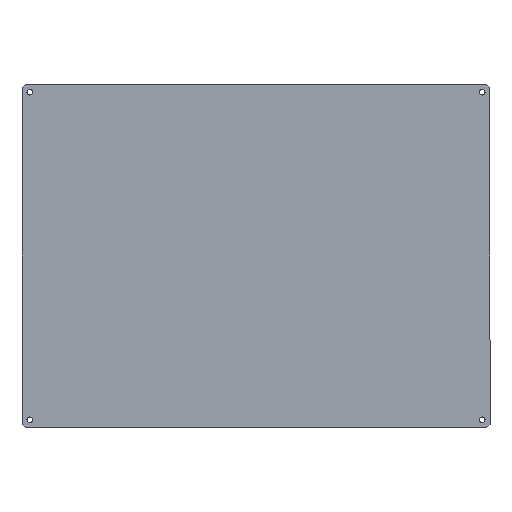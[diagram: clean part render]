
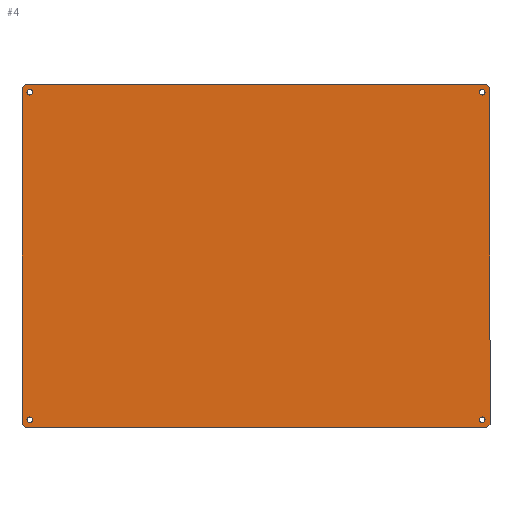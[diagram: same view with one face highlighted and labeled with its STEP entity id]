
A CAD part, front view. The second image highlights one B-rep face of the part: STEP entity #4.
In plain terms, the highlighted planar face has unit normal (0, -1, 0).
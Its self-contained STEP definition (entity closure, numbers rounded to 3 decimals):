
#3 = ORIENTED_EDGE ( 'NONE', *, *, #33, .T. ) ;
#4 = ADVANCED_FACE ( 'NONE', ( #322, #320, #318, #326, #324 ), #319, .F. ) ;
#7 = EDGE_LOOP ( 'NONE', ( #13, #3 ) ) ;
#13 = ORIENTED_EDGE ( 'NONE', *, *, #236, .T. ) ;
#15 = EDGE_LOOP ( 'NONE', ( #20, #22 ) ) ;
#16 = ORIENTED_EDGE ( 'NONE', *, *, #19, .F. ) ;
#17 = VERTEX_POINT ( 'NONE', #354 ) ;
#19 = EDGE_CURVE ( 'NONE', #17, #21, #342, .T. ) ;
#20 = ORIENTED_EDGE ( 'NONE', *, *, #163, .T. ) ;
#21 = VERTEX_POINT ( 'NONE', #336 ) ;
#22 = ORIENTED_EDGE ( 'NONE', *, *, #23, .T. ) ;
#23 = EDGE_CURVE ( 'NONE', #227, #223, #335, .T. ) ;
#24 = EDGE_LOOP ( 'NONE', ( #16, #32, #35, #28, #30, #45, #54, #43 ) ) ;
#25 = VERTEX_POINT ( 'NONE', #332 ) ;
#26 = VERTEX_POINT ( 'NONE', #331 ) ;
#27 = EDGE_CURVE ( 'NONE', #29, #26, #503, .T. ) ;
#28 = ORIENTED_EDGE ( 'NONE', *, *, #37, .F. ) ;
#29 = VERTEX_POINT ( 'NONE', #500 ) ;
#30 = ORIENTED_EDGE ( 'NONE', *, *, #34, .F. ) ;
#31 = EDGE_CURVE ( 'NONE', #26, #17, #327, .T. ) ;
#32 = ORIENTED_EDGE ( 'NONE', *, *, #31, .F. ) ;
#33 = EDGE_CURVE ( 'NONE', #237, #235, #346, .T. ) ;
#34 = EDGE_CURVE ( 'NONE', #42, #25, #489, .T. ) ;
#35 = ORIENTED_EDGE ( 'NONE', *, *, #27, .F. ) ;
#36 = EDGE_CURVE ( 'NONE', #220, #213, #498, .T. ) ;
#37 = EDGE_CURVE ( 'NONE', #25, #29, #487, .T. ) ;
#38 = VERTEX_POINT ( 'NONE', #482 ) ;
#40 = ORIENTED_EDGE ( 'NONE', *, *, #46, .T. ) ;
#41 = ORIENTED_EDGE ( 'NONE', *, *, #36, .T. ) ;
#42 = VERTEX_POINT ( 'NONE', #334 ) ;
#43 = ORIENTED_EDGE ( 'NONE', *, *, #55, .F. ) ;
#44 = VERTEX_POINT ( 'NONE', #478 ) ;
#45 = ORIENTED_EDGE ( 'NONE', *, *, #56, .F. ) ;
#46 = EDGE_CURVE ( 'NONE', #233, #178, #485, .T. ) ;
#49 = ORIENTED_EDGE ( 'NONE', *, *, #230, .T. ) ;
#50 = EDGE_LOOP ( 'NONE', ( #49, #41 ) ) ;
#51 = EDGE_LOOP ( 'NONE', ( #53, #40 ) ) ;
#52 = EDGE_CURVE ( 'NONE', #44, #38, #404, .T. ) ;
#53 = ORIENTED_EDGE ( 'NONE', *, *, #179, .T. ) ;
#54 = ORIENTED_EDGE ( 'NONE', *, *, #52, .F. ) ;
#55 = EDGE_CURVE ( 'NONE', #21, #44, #418, .T. ) ;
#56 = EDGE_CURVE ( 'NONE', #38, #42, #396, .T. ) ;
#163 = EDGE_CURVE ( 'NONE', #223, #227, #301, .T. ) ;
#178 = VERTEX_POINT ( 'NONE', #305 ) ;
#179 = EDGE_CURVE ( 'NONE', #178, #233, #255, .T. ) ;
#213 = VERTEX_POINT ( 'NONE', #541 ) ;
#220 = VERTEX_POINT ( 'NONE', #608 ) ;
#223 = VERTEX_POINT ( 'NONE', #556 ) ;
#227 = VERTEX_POINT ( 'NONE', #545 ) ;
#230 = EDGE_CURVE ( 'NONE', #213, #220, #547, .T. ) ;
#233 = VERTEX_POINT ( 'NONE', #602 ) ;
#235 = VERTEX_POINT ( 'NONE', #600 ) ;
#236 = EDGE_CURVE ( 'NONE', #235, #237, #533, .T. ) ;
#237 = VERTEX_POINT ( 'NONE', #552 ) ;
#255 = CIRCLE ( 'NONE', #266, 4.5 ) ;
#266 = AXIS2_PLACEMENT_3D ( 'NONE', #292, #291, #290 ) ;
#284 = CARTESIAN_POINT ( 'NONE',  ( -362.5, 0., -262.5 ) ) ;
#290 = DIRECTION ( 'NONE',  ( 0., 0., 1. ) ) ;
#291 = DIRECTION ( 'NONE',  ( 0., 1., 0. ) ) ;
#292 = CARTESIAN_POINT ( 'NONE',  ( 362.5, 0., 262.5 ) ) ;
#296 = DIRECTION ( 'NONE',  ( 0., 0., 1. ) ) ;
#297 = DIRECTION ( 'NONE',  ( 0., 1., 0. ) ) ;
#298 = AXIS2_PLACEMENT_3D ( 'NONE', #284, #297, #296 ) ;
#301 = CIRCLE ( 'NONE', #298, 4.5 ) ;
#305 = CARTESIAN_POINT ( 'NONE',  ( 362.5, 0., 258. ) ) ;
#315 = DIRECTION ( 'NONE',  ( 0., 0., 1. ) ) ;
#317 = DIRECTION ( 'NONE',  ( 0., 1., 0. ) ) ;
#318 = FACE_OUTER_BOUND ( 'NONE', #24, .T. ) ;
#319 = PLANE ( 'NONE',  #321 ) ;
#320 = FACE_BOUND ( 'NONE', #15, .T. ) ;
#321 = AXIS2_PLACEMENT_3D ( 'NONE', #323, #317, #315 ) ;
#322 = FACE_BOUND ( 'NONE', #7, .T. ) ;
#323 = CARTESIAN_POINT ( 'NONE',  ( 645., 0., 0. ) ) ;
#324 = FACE_BOUND ( 'NONE', #51, .T. ) ;
#326 = FACE_BOUND ( 'NONE', #50, .T. ) ;
#327 = LINE ( 'NONE', #341, #495 ) ;
#328 = DIRECTION ( 'NONE',  ( 0., 0., 1. ) ) ;
#329 = DIRECTION ( 'NONE',  ( 0., 1., 0. ) ) ;
#330 = CARTESIAN_POINT ( 'NONE',  ( -362.5, 0., -262.5 ) ) ;
#331 = CARTESIAN_POINT ( 'NONE',  ( -370., 0., 275. ) ) ;
#332 = CARTESIAN_POINT ( 'NONE',  ( -375., 0., -270. ) ) ;
#333 = CARTESIAN_POINT ( 'NONE',  ( -370., 0., 275. ) ) ;
#334 = CARTESIAN_POINT ( 'NONE',  ( -370., 0., -275. ) ) ;
#335 = CIRCLE ( 'NONE', #352, 4.5 ) ;
#336 = CARTESIAN_POINT ( 'NONE',  ( 375., 0., 270. ) ) ;
#337 = DIRECTION ( 'NONE',  ( 0.707, 0., -0.707 ) ) ;
#338 = VECTOR ( 'NONE', #337, 1000. ) ;
#339 = CARTESIAN_POINT ( 'NONE',  ( 370., 0., 275. ) ) ;
#340 = DIRECTION ( 'NONE',  ( 1., 0., 0. ) ) ;
#341 = CARTESIAN_POINT ( 'NONE',  ( -370., 0., 275. ) ) ;
#342 = LINE ( 'NONE', #339, #338 ) ;
#346 = CIRCLE ( 'NONE', #497, 4.5 ) ;
#352 = AXIS2_PLACEMENT_3D ( 'NONE', #330, #329, #328 ) ;
#354 = CARTESIAN_POINT ( 'NONE',  ( 370., 0., 275. ) ) ;
#393 = DIRECTION ( 'NONE',  ( -1., 0., 0. ) ) ;
#394 = VECTOR ( 'NONE', #393, 1000. ) ;
#395 = CARTESIAN_POINT ( 'NONE',  ( 370., 0., -275. ) ) ;
#396 = LINE ( 'NONE', #395, #394 ) ;
#398 = DIRECTION ( 'NONE',  ( 0., 0., -1. ) ) ;
#401 = DIRECTION ( 'NONE',  ( -0.707, 0., -0.707 ) ) ;
#402 = VECTOR ( 'NONE', #401, 1000. ) ;
#403 = CARTESIAN_POINT ( 'NONE',  ( 375., 0., -270. ) ) ;
#404 = LINE ( 'NONE', #403, #402 ) ;
#412 = DIRECTION ( 'NONE',  ( 0., 0., 1. ) ) ;
#413 = DIRECTION ( 'NONE',  ( 0., 1., 0. ) ) ;
#414 = CARTESIAN_POINT ( 'NONE',  ( 362.5, 0., 262.5 ) ) ;
#415 = AXIS2_PLACEMENT_3D ( 'NONE', #414, #413, #412 ) ;
#416 = VECTOR ( 'NONE', #398, 1000. ) ;
#417 = CARTESIAN_POINT ( 'NONE',  ( 375., 0., 270. ) ) ;
#418 = LINE ( 'NONE', #417, #416 ) ;
#478 = CARTESIAN_POINT ( 'NONE',  ( 375., 0., -270. ) ) ;
#480 = DIRECTION ( 'NONE',  ( 0., 0., 1. ) ) ;
#481 = VECTOR ( 'NONE', #480, 1000. ) ;
#482 = CARTESIAN_POINT ( 'NONE',  ( 370., 0., -275. ) ) ;
#483 = DIRECTION ( 'NONE',  ( 0., 0., 1. ) ) ;
#484 = DIRECTION ( 'NONE',  ( 0., 1., 0. ) ) ;
#485 = CIRCLE ( 'NONE', #415, 4.5 ) ;
#486 = CARTESIAN_POINT ( 'NONE',  ( -362.5, 0., 262.5 ) ) ;
#487 = LINE ( 'NONE', #496, #481 ) ;
#488 = VECTOR ( 'NONE', #499, 1000. ) ;
#489 = LINE ( 'NONE', #494, #488 ) ;
#490 = AXIS2_PLACEMENT_3D ( 'NONE', #486, #484, #483 ) ;
#491 = DIRECTION ( 'NONE',  ( 0., 0., 1. ) ) ;
#492 = DIRECTION ( 'NONE',  ( 0., 1., 0. ) ) ;
#493 = CARTESIAN_POINT ( 'NONE',  ( 362.5, 0., -262.5 ) ) ;
#494 = CARTESIAN_POINT ( 'NONE',  ( -375., 0., -270. ) ) ;
#495 = VECTOR ( 'NONE', #340, 1000. ) ;
#496 = CARTESIAN_POINT ( 'NONE',  ( -375., 0., -270. ) ) ;
#497 = AXIS2_PLACEMENT_3D ( 'NONE', #493, #492, #491 ) ;
#498 = CIRCLE ( 'NONE', #490, 4.5 ) ;
#499 = DIRECTION ( 'NONE',  ( -0.707, 0., 0.707 ) ) ;
#500 = CARTESIAN_POINT ( 'NONE',  ( -375., 0., 270. ) ) ;
#501 = DIRECTION ( 'NONE',  ( 0.707, 0., 0.707 ) ) ;
#502 = VECTOR ( 'NONE', #501, 1000. ) ;
#503 = LINE ( 'NONE', #333, #502 ) ;
#533 = CIRCLE ( 'NONE', #601, 4.5 ) ;
#541 = CARTESIAN_POINT ( 'NONE',  ( -362.5, 0., 258. ) ) ;
#545 = CARTESIAN_POINT ( 'NONE',  ( -362.5, 0., -258. ) ) ;
#547 = CIRCLE ( 'NONE', #551, 4.5 ) ;
#549 = DIRECTION ( 'NONE',  ( 0., 1., 0. ) ) ;
#550 = CARTESIAN_POINT ( 'NONE',  ( -362.5, 0., 262.5 ) ) ;
#551 = AXIS2_PLACEMENT_3D ( 'NONE', #550, #549, #586 ) ;
#552 = CARTESIAN_POINT ( 'NONE',  ( 362.5, 0., -258. ) ) ;
#556 = CARTESIAN_POINT ( 'NONE',  ( -362.5, 0., -267. ) ) ;
#585 = CARTESIAN_POINT ( 'NONE',  ( 362.5, 0., -262.5 ) ) ;
#586 = DIRECTION ( 'NONE',  ( 0., 0., 1. ) ) ;
#591 = DIRECTION ( 'NONE',  ( 0., 0., 1. ) ) ;
#592 = DIRECTION ( 'NONE',  ( 0., 1., 0. ) ) ;
#600 = CARTESIAN_POINT ( 'NONE',  ( 362.5, 0., -267. ) ) ;
#601 = AXIS2_PLACEMENT_3D ( 'NONE', #585, #592, #591 ) ;
#602 = CARTESIAN_POINT ( 'NONE',  ( 362.5, 0., 267. ) ) ;
#608 = CARTESIAN_POINT ( 'NONE',  ( -362.5, 0., 267. ) ) ;
